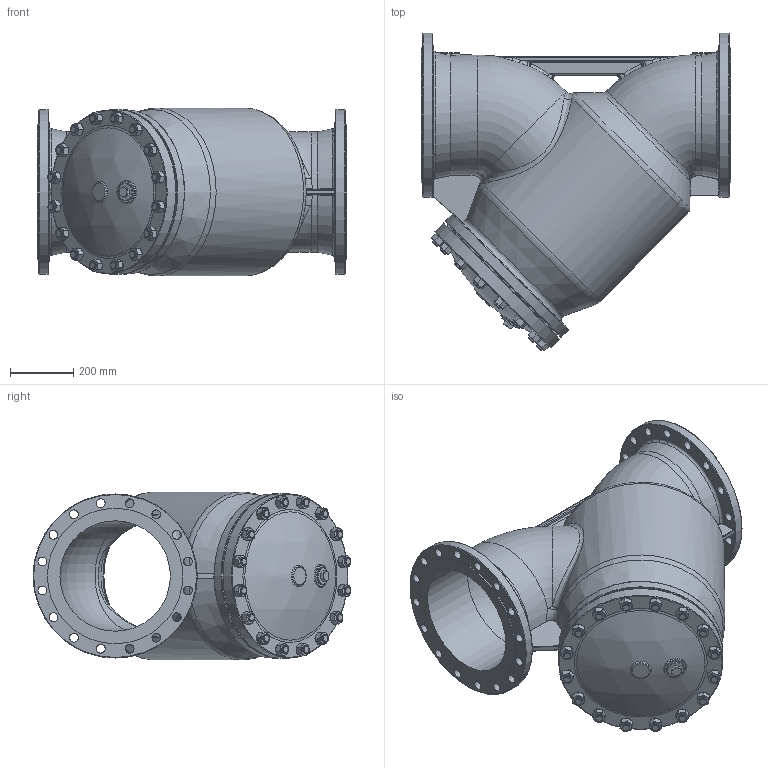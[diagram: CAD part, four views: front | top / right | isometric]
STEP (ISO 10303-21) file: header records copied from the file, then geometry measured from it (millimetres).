
FILE_DESCRIPTION (( 'STEP AP203' ), '1' );
FILE_NAME ('821_DN350_PN16.STEP', '2018-04-25T09:55:46', ( 'Andzrej Lisowski' ), ( 'ZETKAMA R&D' ), 'SwSTEP 2.0', 'SolidWorks 2014', '' );
FILE_SCHEMA (( 'CONFIG_CONTROL_DESIGN' ));
Length unit declared in the file: millimetre
Products named in the file (1): 821_DN350_PN16
Bounding box: 980 x 1006.91 x 531.94 mm (x, y, z)
Volume: 52158129.7 mm3; surface area: 4874689.8 mm2
Topology: 1 solids, 18 shells, 1041 faces, 2446 edges, 1484 vertices
Faces by surface type: plane 338, cylinder 234, cone 187, bspline 130, torus 127, sphere 25
Full cylindrical faces by diameter (mm): 20.704 x32, 21 x32, 24 x48, 26 x16, 28 x32, 36 x16, 44.8 x2, 55 x1, 56 x1, 70 x1, 340 x1, 350 x4, 365 x2, 390 x1, 425 x2, 429 x2, 437 x1, 441 x1, 520 x4
Entity records: 46586 total; most frequent: CARTESIAN_POINT 26156, DIRECTION 4014, ORIENTED_EDGE 3842, EDGE_CURVE 1921, AXIS2_PLACEMENT_3D 1820, EDGE_LOOP 1580, FACE_OUTER_BOUND 1327, VERTEX_POINT 1321
